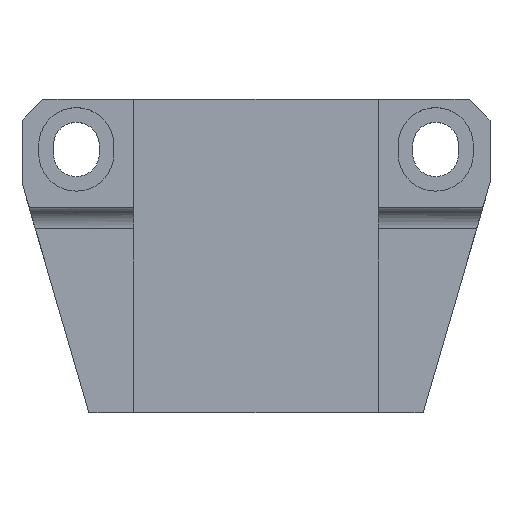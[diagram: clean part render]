
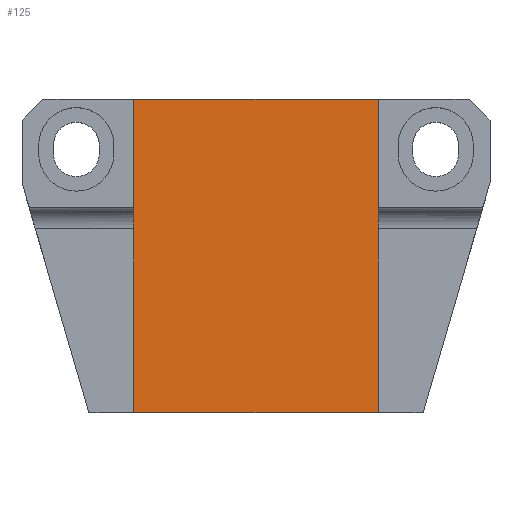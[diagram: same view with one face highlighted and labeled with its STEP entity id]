
A CAD part, top view. The second image highlights one B-rep face of the part: STEP entity #125.
In plain terms, the highlighted planar face has unit normal (0, 0, 1).
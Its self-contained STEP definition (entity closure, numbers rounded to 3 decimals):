
#125=ADVANCED_FACE('',(#202),#203,.T.);
#202=FACE_OUTER_BOUND('',#284,.T.);
#203=PLANE('',#285);
#284=EDGE_LOOP('',(#569,#570,#571,#572));
#285=AXIS2_PLACEMENT_3D('',#573,#574,#575);
#569=ORIENTED_EDGE('',*,*,#713,.F.);
#570=ORIENTED_EDGE('',*,*,#686,.T.);
#571=ORIENTED_EDGE('',*,*,#714,.T.);
#572=ORIENTED_EDGE('',*,*,#651,.F.);
#573=CARTESIAN_POINT('',(0.0,-63.0,4.0));
#574=DIRECTION('',(0.0,0.0,1.0));
#575=DIRECTION('',(1.0,0.0,0.0));
#651=EDGE_CURVE('',#787,#788,#789,.T.);
#686=EDGE_CURVE('',#844,#841,#845,.T.);
#713=EDGE_CURVE('',#844,#787,#883,.T.);
#714=EDGE_CURVE('',#841,#788,#884,.T.);
#787=VERTEX_POINT('',#986);
#788=VERTEX_POINT('',#987);
#789=LINE('',#988,#989);
#841=VERTEX_POINT('',#1068);
#844=VERTEX_POINT('',#1072);
#845=LINE('',#1073,#1074);
#883=LINE('',#1132,#1133);
#884=LINE('',#1134,#1135);
#986=CARTESIAN_POINT('',(-29.3,12.0,4.0));
#987=CARTESIAN_POINT('',(29.3,12.0,4.0));
#988=CARTESIAN_POINT('',(0.,12.0,4.0));
#989=VECTOR('',#1191,1.0);
#1068=CARTESIAN_POINT('',(29.3,-63.0,4.0));
#1072=CARTESIAN_POINT('',(-29.3,-63.0,4.0));
#1073=CARTESIAN_POINT('',(0.0,-63.0,4.0));
#1074=VECTOR('',#1238,1.0);
#1132=CARTESIAN_POINT('',(-29.3,-63.0,4.0));
#1133=VECTOR('',#1277,1.0);
#1134=CARTESIAN_POINT('',(29.3,-63.0,4.0));
#1135=VECTOR('',#1278,1.0);
#1191=DIRECTION('',(1.0,0.0,0.0));
#1238=DIRECTION('',(1.0,0.0,0.0));
#1277=DIRECTION('',(0.0,1.0,0.0));
#1278=DIRECTION('',(0.0,1.0,0.0));
